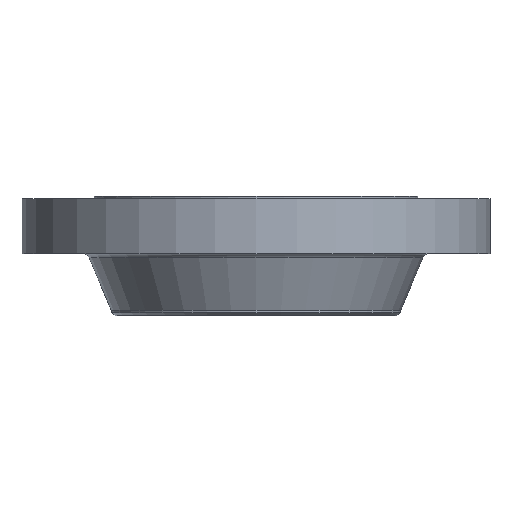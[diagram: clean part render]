
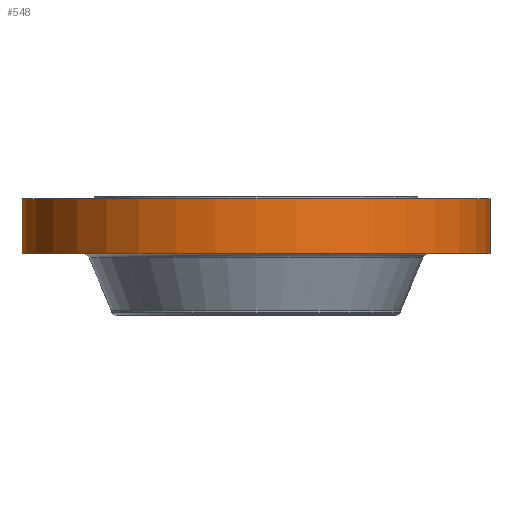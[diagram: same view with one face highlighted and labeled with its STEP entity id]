
A CAD part, front view. The second image highlights one B-rep face of the part: STEP entity #548.
In plain terms, the highlighted cylindrical face has radius 698.5 mm (diameter 1397 mm), a partial arc.
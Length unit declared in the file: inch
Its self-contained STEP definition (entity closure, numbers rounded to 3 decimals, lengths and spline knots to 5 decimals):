
#127 = DIRECTION ( 'NONE',  ( 1., 0., 0. ) ) ;
#209 = AXIS2_PLACEMENT_3D ( 'NONE', #626, #1241, #1878 ) ;
#240 = DIRECTION ( 'NONE',  ( 0., 0., 1. ) ) ;
#271 = EDGE_CURVE ( 'NONE', #1655, #677, #1568, .T. ) ;
#354 = CARTESIAN_POINT ( 'NONE',  ( 27.5, 0., 0. ) ) ;
#390 = CARTESIAN_POINT ( 'NONE',  ( -27.5, 0., 0. ) ) ;
#464 = CARTESIAN_POINT ( 'NONE',  ( 27.5, 0., -0.25 ) ) ;
#497 = EDGE_CURVE ( 'NONE', #844, #521, #1371, .T. ) ;
#521 = VERTEX_POINT ( 'NONE', #464 ) ;
#522 = CARTESIAN_POINT ( 'NONE',  ( 27.5, 0., -6.75 ) ) ;
#548 = ADVANCED_FACE ( 'NONE', ( #778 ), #908, .T. ) ;
#594 = DIRECTION ( 'NONE',  ( 0., 0., 1. ) ) ;
#612 = VECTOR ( 'NONE', #240, 39.37008 ) ;
#626 = CARTESIAN_POINT ( 'NONE',  ( 0., 0., -6.75 ) ) ;
#677 = VERTEX_POINT ( 'NONE', #522 ) ;
#778 = FACE_OUTER_BOUND ( 'NONE', #1259, .T. ) ;
#844 = VERTEX_POINT ( 'NONE', #1819 ) ;
#908 = CYLINDRICAL_SURFACE ( 'NONE', #1571, 27.5 ) ;
#933 = VECTOR ( 'NONE', #1014, 39.37008 ) ;
#1014 = DIRECTION ( 'NONE',  ( 0., 0., 1. ) ) ;
#1024 = AXIS2_PLACEMENT_3D ( 'NONE', #1200, #1504, #1324 ) ;
#1200 = CARTESIAN_POINT ( 'NONE',  ( 0., 0., -0.25 ) ) ;
#1238 = ORIENTED_EDGE ( 'NONE', *, *, #1921, .T. ) ;
#1241 = DIRECTION ( 'NONE',  ( 0., 0., 1. ) ) ;
#1259 = EDGE_LOOP ( 'NONE', ( #1350, #1497, #1238, #1688 ) ) ;
#1291 = LINE ( 'NONE', #354, #933 ) ;
#1300 = CARTESIAN_POINT ( 'NONE',  ( -27.5, 0., -6.75 ) ) ;
#1324 = DIRECTION ( 'NONE',  ( 1., 0., 0. ) ) ;
#1350 = ORIENTED_EDGE ( 'NONE', *, *, #1928, .F. ) ;
#1371 = CIRCLE ( 'NONE', #1024, 27.5 ) ;
#1497 = ORIENTED_EDGE ( 'NONE', *, *, #271, .T. ) ;
#1504 = DIRECTION ( 'NONE',  ( 0., 0., 1. ) ) ;
#1568 = CIRCLE ( 'NONE', #209, 27.5 ) ;
#1571 = AXIS2_PLACEMENT_3D ( 'NONE', #1711, #594, #127 ) ;
#1631 = LINE ( 'NONE', #390, #612 ) ;
#1655 = VERTEX_POINT ( 'NONE', #1300 ) ;
#1688 = ORIENTED_EDGE ( 'NONE', *, *, #497, .F. ) ;
#1711 = CARTESIAN_POINT ( 'NONE',  ( 0., 0., 0. ) ) ;
#1819 = CARTESIAN_POINT ( 'NONE',  ( -27.5, 0., -0.25 ) ) ;
#1878 = DIRECTION ( 'NONE',  ( 1., 0., 0. ) ) ;
#1921 = EDGE_CURVE ( 'NONE', #677, #521, #1291, .T. ) ;
#1928 = EDGE_CURVE ( 'NONE', #1655, #844, #1631, .T. ) ;
